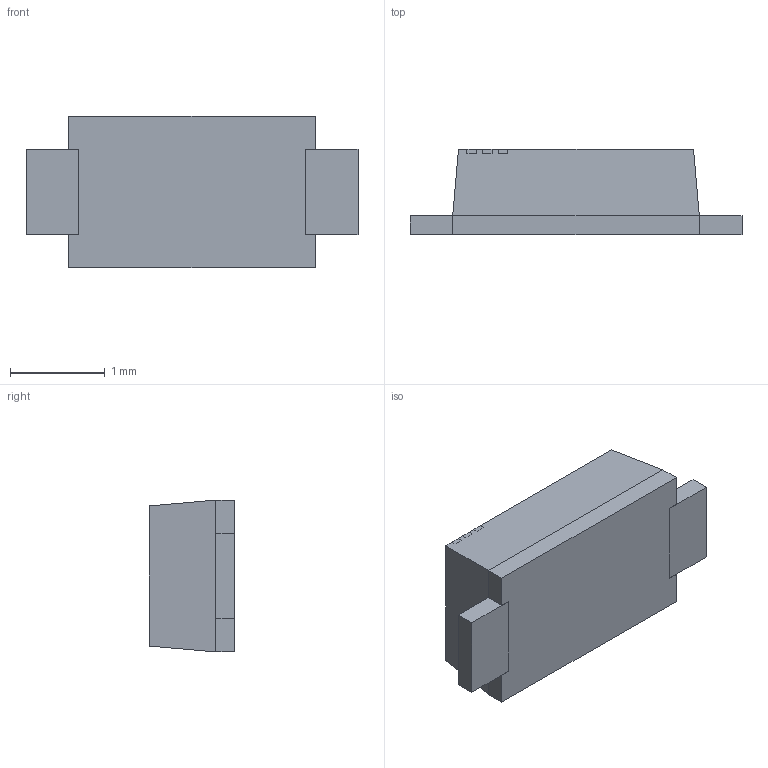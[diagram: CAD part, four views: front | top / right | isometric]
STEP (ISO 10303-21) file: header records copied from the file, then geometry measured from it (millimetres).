
FILE_DESCRIPTION (( 'STEP AP214' ), '1' );
FILE_NAME ('RSX068MP2STR.STEP', '2024-07-05T11:09:31', ( '' ), ( '' ), 'SwSTEP 2.0', 'SolidWorks 2023', '' );
FILE_SCHEMA (( 'AUTOMOTIVE_DESIGN' ));
Length unit declared in the file: millimetre
Products named in the file (1): RSX068MP2STR
Bounding box: 3.5 x 0.9 x 1.6 mm (x, y, z)
Volume: 3.7 mm3; surface area: 20.3 mm2
Topology: 6 solids, 6 shells, 68 faces, 148 edges, 92 vertices
Faces by surface type: plane 68
Entity records: 2608 total; most frequent: CARTESIAN_POINT 309, ORIENTED_EDGE 296, DIRECTION 286, VECTOR 148, LINE 148, EDGE_CURVE 148, VERTEX_POINT 92, UNCERTAINTY_MEASURE_WITH_UNIT 75
